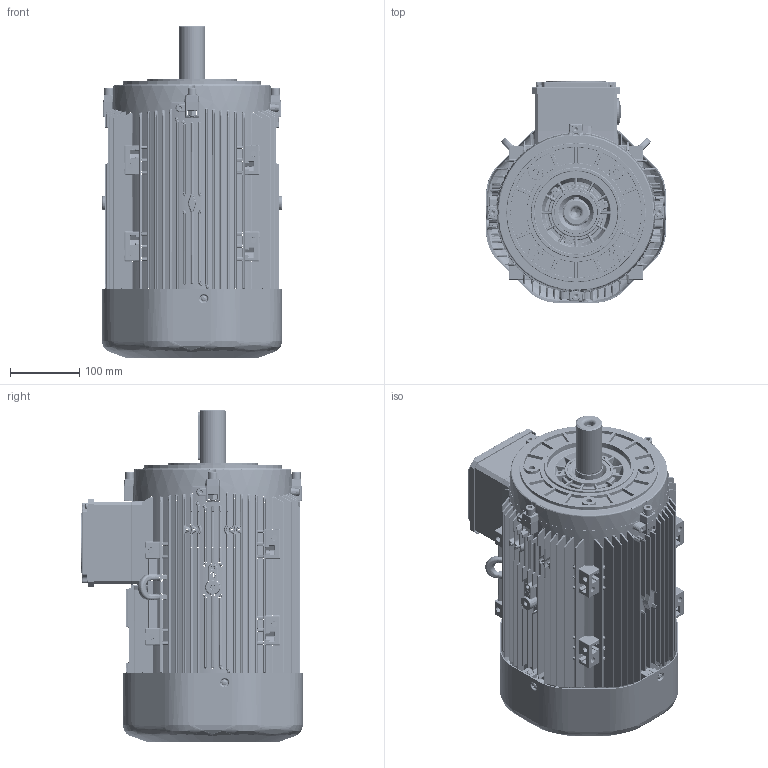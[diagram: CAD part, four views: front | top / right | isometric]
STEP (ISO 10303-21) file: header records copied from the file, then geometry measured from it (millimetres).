
FILE_DESCRIPTION(/* description */ (''),/* implementation_level */ '2;1');
FILE_NAME(/* name */ '_QH series_132_B14a_stp.stp',/* time_stamp */ '2024-07-29T14:20:00+03:00',/* author */ (''),/* organization */ (''),/* preprocessor_version */ 'ST-DEVELOPER v18.102',/* originating_system */ 'SIEMENS PLM Software NX2206.8101',/* authorisation */ '');
FILE_SCHEMA (('AP203_CONFIGURATION_CONTROLLED_3D_DESIGN_OF_MECHANICAL_PARTS_AND_ASSEMBLIES_MIM_LF { 1 0 10303 403 2 1 2}'));
Products named in the file (1): _QH series_132_B14a_stp_objects
Bounding box: 260.12 x 320.2 x 480.49 mm (x, y, z)
Surface area: 1064490.9 mm2 (no closed solid volume)
Topology: 0 solids, 79 shells, 6387 faces, 19634 edges, 12243 vertices
Faces by surface type: cylinder 2751, plane 1560, torus 1132, sphere 395, bspline 282, cone 267
Full cylindrical faces by diameter (mm): 5.5 x1, 8 x6, 8.467 x1, 8.475 x2, 8.477 x2, 8.478 x1, 12 x1, 14 x1, 24.404 x1, 37.6 x1, 38 x1, 40 x1, 45 x1, 82 x1, 86.767 x1, 130 x1, 230.5 x1
Entity records: 229441 total; most frequent: CARTESIAN_POINT 70346, DIRECTION 31512, ORIENTED_EDGE 30526, EDGE_CURVE 19187, VERTEX_POINT 12169, AXIS2_PLACEMENT_3D 12022, LINE 7468, VECTOR 7468
